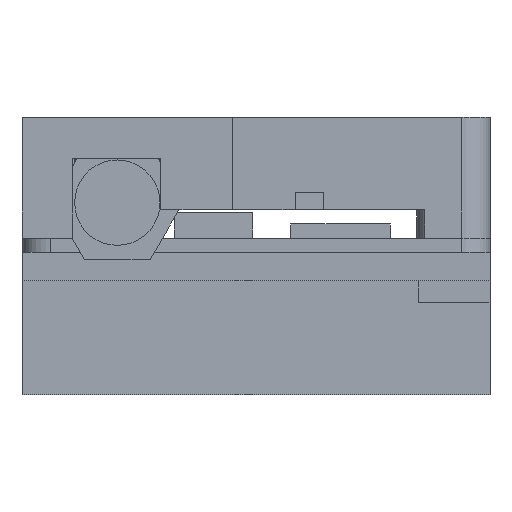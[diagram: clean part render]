
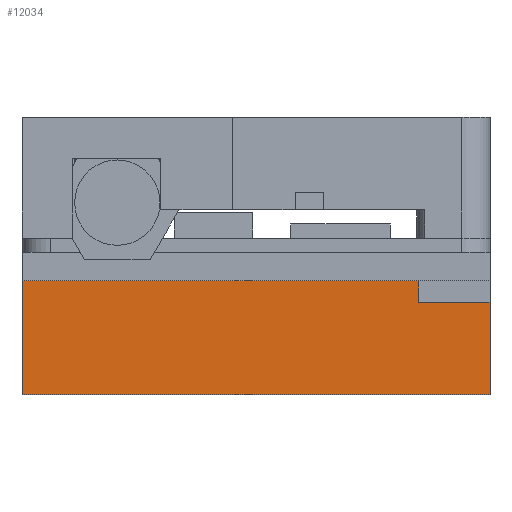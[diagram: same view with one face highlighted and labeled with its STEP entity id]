
A CAD part, front view. The second image highlights one B-rep face of the part: STEP entity #12034.
In plain terms, the highlighted planar face has unit normal (0, -1, 0).
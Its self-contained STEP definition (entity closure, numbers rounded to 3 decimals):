
#11732=DIRECTION('',(-1.,0.,0.));
#11733=VECTOR('',#11732,27.89);
#11734=CARTESIAN_POINT('',(11.445,36.82,0.));
#11735=LINE('',#11734,#11733);
#11784=DIRECTION('',(-1.,0.,0.));
#11785=VECTOR('',#11784,32.89);
#11786=CARTESIAN_POINT('',(16.445,36.82,-10.));
#11787=LINE('',#11786,#11785);
#11804=DIRECTION('',(0.,0.,-1.));
#11805=VECTOR('',#11804,10.);
#11806=CARTESIAN_POINT('',(-16.445,36.82,0.));
#11807=LINE('',#11806,#11805);
#11808=DIRECTION('',(-1.,0.,0.));
#11809=VECTOR('',#11808,5.);
#11810=CARTESIAN_POINT('',(16.445,36.82,-3.5));
#11811=LINE('',#11810,#11809);
#11812=DIRECTION('',(0.,0.,-1.));
#11813=VECTOR('',#11812,6.5);
#11814=CARTESIAN_POINT('',(16.445,36.82,-3.5));
#11815=LINE('',#11814,#11813);
#11816=DIRECTION('',(0.,0.,-1.));
#11817=VECTOR('',#11816,3.5);
#11818=CARTESIAN_POINT('',(11.445,36.82,0.));
#11819=LINE('',#11818,#11817);
#11856=CARTESIAN_POINT('',(-16.445,36.82,0.));
#11858=VERTEX_POINT('',#11856);
#11870=CARTESIAN_POINT('',(-16.445,36.82,-10.));
#11872=VERTEX_POINT('',#11870);
#11876=CARTESIAN_POINT('',(16.445,36.82,-10.));
#11877=VERTEX_POINT('',#11876);
#11878=CARTESIAN_POINT('',(11.445,36.82,0.));
#11880=VERTEX_POINT('',#11878);
#11884=CARTESIAN_POINT('',(16.445,36.82,-3.5));
#11886=VERTEX_POINT('',#11884);
#11888=CARTESIAN_POINT('',(11.445,36.82,-3.5));
#11889=VERTEX_POINT('',#11888);
#12018=CARTESIAN_POINT('',(16.445,36.82,0.));
#12019=DIRECTION('',(0.,-1.,0.));
#12020=DIRECTION('',(-1.,0.,0.));
#12021=AXIS2_PLACEMENT_3D('',#12018,#12019,#12020);
#12022=PLANE('',#12021);
#12024=ORIENTED_EDGE('',*,*,#12023,.F.);
#12026=ORIENTED_EDGE('',*,*,#12025,.T.);
#12027=ORIENTED_EDGE('',*,*,#11959,.T.);
#12028=ORIENTED_EDGE('',*,*,#12010,.F.);
#12029=ORIENTED_EDGE('',*,*,#11899,.F.);
#12031=ORIENTED_EDGE('',*,*,#12030,.T.);
#12032=EDGE_LOOP('',(#12024,#12026,#12027,#12028,#12029,#12031));
#12033=FACE_OUTER_BOUND('',#12032,.F.);
#11899=EDGE_CURVE('',#11880,#11858,#11735,.T.);
#11959=EDGE_CURVE('',#11877,#11872,#11787,.T.);
#12010=EDGE_CURVE('',#11858,#11872,#11807,.T.);
#12023=EDGE_CURVE('',#11886,#11889,#11811,.T.);
#12025=EDGE_CURVE('',#11886,#11877,#11815,.T.);
#12030=EDGE_CURVE('',#11880,#11889,#11819,.T.);
#12034=ADVANCED_FACE('',(#12033),#12022,.T.);
